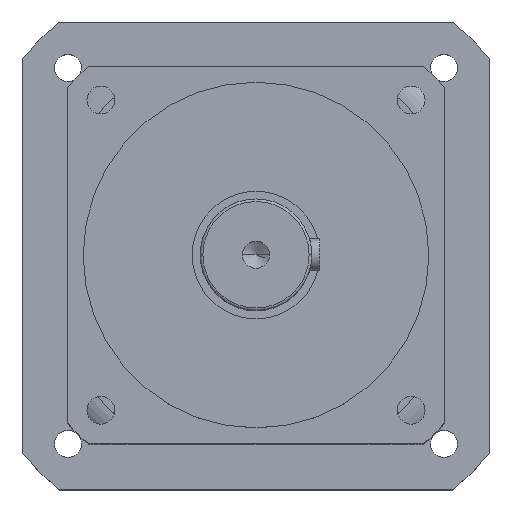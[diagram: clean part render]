
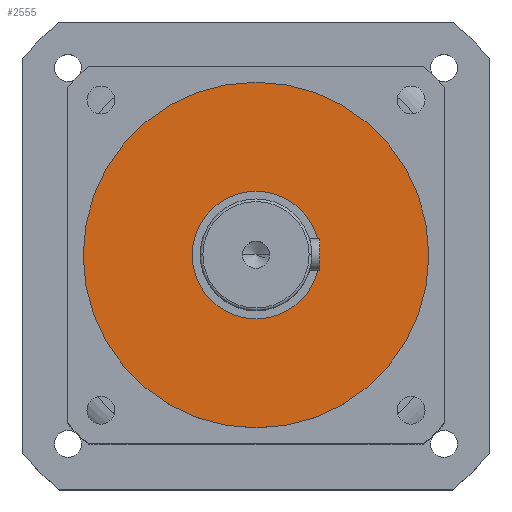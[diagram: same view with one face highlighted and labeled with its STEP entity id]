
A CAD part, top view. The second image highlights one B-rep face of the part: STEP entity #2555.
In plain terms, the highlighted planar face has unit normal (0, 0, 1).
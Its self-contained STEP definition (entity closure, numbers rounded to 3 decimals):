
#60 = CARTESIAN_POINT ( 'NONE',  ( 0., 0., -70. ) ) ;
#235 = FACE_BOUND ( 'NONE', #7874, .T. ) ;
#409 = CARTESIAN_POINT ( 'NONE',  ( 65., 0., -70. ) ) ;
#536 = ORIENTED_EDGE ( 'NONE', *, *, #12639, .T. ) ;
#602 = CARTESIAN_POINT ( 'NONE',  ( -65., 0., -70. ) ) ;
#622 = AXIS2_PLACEMENT_3D ( 'NONE', #13253, #7190, #993 ) ;
#952 = CARTESIAN_POINT ( 'NONE',  ( 0., 0., -70. ) ) ;
#955 = CIRCLE ( 'NONE', #1324, 24. ) ;
#993 = DIRECTION ( 'NONE',  ( 1., 0., 0. ) ) ;
#1100 = DIRECTION ( 'NONE',  ( 1., 0., 0. ) ) ;
#1324 = AXIS2_PLACEMENT_3D ( 'NONE', #952, #8192, #2007 ) ;
#2007 = DIRECTION ( 'NONE',  ( 1., 0., 0. ) ) ;
#2127 = ORIENTED_EDGE ( 'NONE', *, *, #6397, .T. ) ;
#2555 = ADVANCED_FACE ( 'NONE', ( #235, #3000 ), #7806, .F. ) ;
#3000 = FACE_OUTER_BOUND ( 'NONE', #4540, .T. ) ;
#3121 = CIRCLE ( 'NONE', #6746, 65. ) ;
#3539 = ORIENTED_EDGE ( 'NONE', *, *, #6375, .F. ) ;
#3920 = VERTEX_POINT ( 'NONE', #602 ) ;
#4207 = EDGE_CURVE ( 'NONE', #7600, #10253, #7124, .T. ) ;
#4540 = EDGE_LOOP ( 'NONE', ( #2127, #536 ) ) ;
#5169 = CARTESIAN_POINT ( 'NONE',  ( 24., 0., -70. ) ) ;
#5580 = AXIS2_PLACEMENT_3D ( 'NONE', #10983, #13028, #8343 ) ;
#6375 = EDGE_CURVE ( 'NONE', #10253, #7600, #955, .T. ) ;
#6397 = EDGE_CURVE ( 'NONE', #11051, #3920, #6451, .T. ) ;
#6451 = CIRCLE ( 'NONE', #622, 65. ) ;
#6746 = AXIS2_PLACEMENT_3D ( 'NONE', #60, #7301, #1100 ) ;
#7124 = CIRCLE ( 'NONE', #5580, 24. ) ;
#7190 = DIRECTION ( 'NONE',  ( 0., 0., 1. ) ) ;
#7301 = DIRECTION ( 'NONE',  ( 0., 0., 1. ) ) ;
#7600 = VERTEX_POINT ( 'NONE', #8259 ) ;
#7806 = PLANE ( 'NONE',  #12085 ) ;
#7874 = EDGE_LOOP ( 'NONE', ( #3539, #9310 ) ) ;
#7945 = DIRECTION ( 'NONE',  ( -1., 0., 0. ) ) ;
#8033 = DIRECTION ( 'NONE',  ( 0., 0., -1. ) ) ;
#8192 = DIRECTION ( 'NONE',  ( 0., 0., 1. ) ) ;
#8222 = CARTESIAN_POINT ( 'NONE',  ( 0., 65., -70. ) ) ;
#8259 = CARTESIAN_POINT ( 'NONE',  ( -24., 0., -70. ) ) ;
#8343 = DIRECTION ( 'NONE',  ( 1., 0., 0. ) ) ;
#9310 = ORIENTED_EDGE ( 'NONE', *, *, #4207, .F. ) ;
#10253 = VERTEX_POINT ( 'NONE', #5169 ) ;
#10983 = CARTESIAN_POINT ( 'NONE',  ( 0., 0., -70. ) ) ;
#11051 = VERTEX_POINT ( 'NONE', #409 ) ;
#12085 = AXIS2_PLACEMENT_3D ( 'NONE', #8222, #8033, #7945 ) ;
#12639 = EDGE_CURVE ( 'NONE', #3920, #11051, #3121, .T. ) ;
#13028 = DIRECTION ( 'NONE',  ( 0., 0., 1. ) ) ;
#13253 = CARTESIAN_POINT ( 'NONE',  ( 0., 0., -70. ) ) ;
